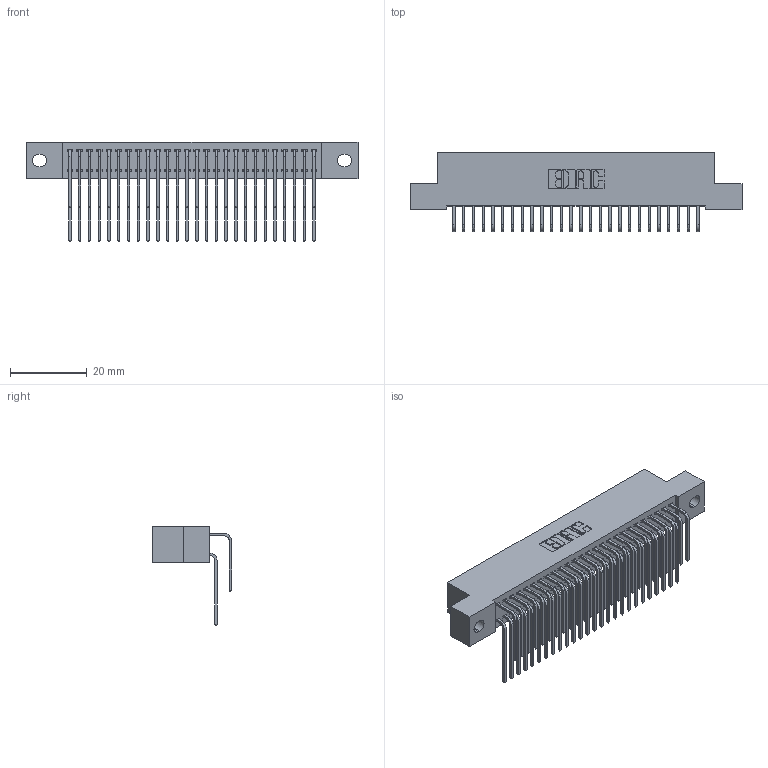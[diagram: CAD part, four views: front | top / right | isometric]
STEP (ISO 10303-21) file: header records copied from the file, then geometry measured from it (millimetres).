
FILE_DESCRIPTION (( 'STEP AP203' ), '1' );
FILE_NAME ('342-052-559-202.STEP', '2018-08-12T22:40:27', ( '' ), ( '' ), 'SwSTEP 2.0', 'SolidWorks 2016', '' );
FILE_SCHEMA (( 'CONFIG_CONTROL_DESIGN' ));
Length unit declared in the file: inch
Products named in the file (4): 342 Part_.128 Slot; 345-292-001_558 559 Tail - 1; 345-292-001_559 Tail - 2; 342-052-559-202
Assembly tree (53 placements, depth 2):
  342-052-559-202
    342 Part_.128 Slot
    345-292-001_558 559 Tail - 1  x26
    345-292-001_559 Tail - 2  x26
Bounding box: 86.36 x 20.64 x 25.78 mm (x, y, z)
Volume: 7931.5 mm3; surface area: 13632.8 mm2
Topology: 53 solids, 53 shells, 2922 faces, 8683 edges, 5718 vertices
Faces by surface type: plane 2046, cylinder 876
Entity records: 20583 total; most frequent: CARTESIAN_POINT 3481, ORIENTED_EDGE 3366, DIRECTION 2983, EDGE_CURVE 1683, LINE 1515, VECTOR 1515, VERTEX_POINT 1118, AXIS2_PLACEMENT_3D 734
